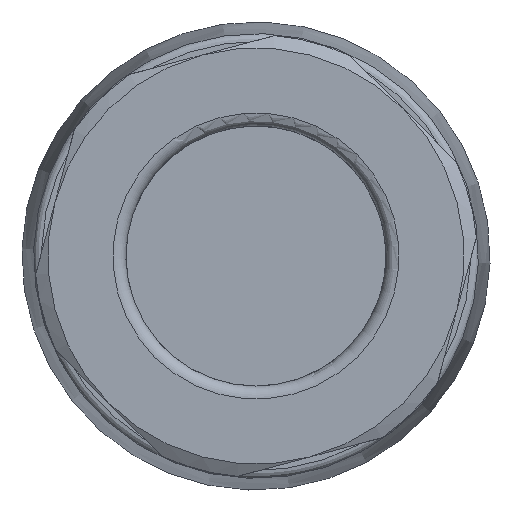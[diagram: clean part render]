
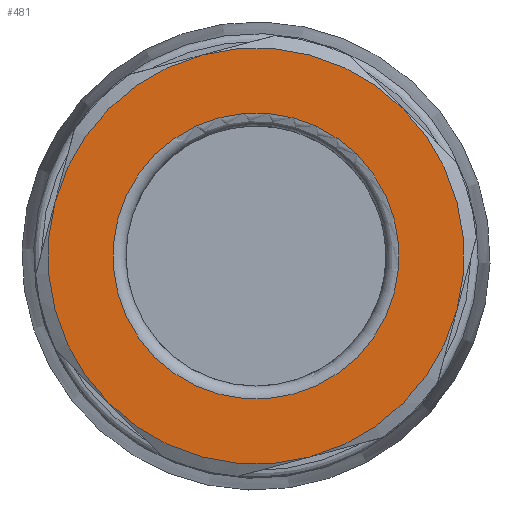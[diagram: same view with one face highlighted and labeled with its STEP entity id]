
A CAD part, front view. The second image highlights one B-rep face of the part: STEP entity #481.
In plain terms, the highlighted planar face has unit normal (0, -1, 0).
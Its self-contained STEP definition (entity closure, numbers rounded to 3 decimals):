
#481=ADVANCED_FACE('',(#628,#629),#556,.T.);
#556=PLANE('',#2313);
#628=FACE_BOUND('',#775,.T.);
#629=FACE_BOUND('',#776,.T.);
#775=EDGE_LOOP('',(#1341));
#776=EDGE_LOOP('',(#1342,#1343,#1344,#1345,#1346,#1347));
#870=CIRCLE('',#2292,8.);
#871=CIRCLE('',#2294,8.);
#873=CIRCLE('',#2298,8.);
#875=CIRCLE('',#2302,8.);
#877=CIRCLE('',#2306,8.);
#879=CIRCLE('',#2310,8.);
#880=CIRCLE('',#2312,5.5);
#1341=ORIENTED_EDGE('',*,*,#1844,.T.);
#1342=ORIENTED_EDGE('',*,*,#1815,.T.);
#1343=ORIENTED_EDGE('',*,*,#1817,.T.);
#1344=ORIENTED_EDGE('',*,*,#1825,.T.);
#1345=ORIENTED_EDGE('',*,*,#1829,.T.);
#1346=ORIENTED_EDGE('',*,*,#1835,.T.);
#1347=ORIENTED_EDGE('',*,*,#1841,.T.);
#1571=VERTEX_POINT('',#4118);
#1572=VERTEX_POINT('',#4120);
#1573=VERTEX_POINT('',#4127);
#1576=VERTEX_POINT('',#4151);
#1579=VERTEX_POINT('',#4161);
#1582=VERTEX_POINT('',#4178);
#1585=VERTEX_POINT('',#4205);
#1815=EDGE_CURVE('',#1572,#1571,#870,.T.);
#1817=EDGE_CURVE('',#1571,#1573,#871,.T.);
#1825=EDGE_CURVE('',#1573,#1576,#873,.T.);
#1829=EDGE_CURVE('',#1576,#1579,#875,.T.);
#1835=EDGE_CURVE('',#1579,#1582,#877,.T.);
#1841=EDGE_CURVE('',#1582,#1572,#879,.T.);
#1844=EDGE_CURVE('',#1585,#1585,#880,.T.);
#2292=AXIS2_PLACEMENT_3D('',#4119,#2787,#2788);
#2294=AXIS2_PLACEMENT_3D('',#4126,#2791,#2792);
#2298=AXIS2_PLACEMENT_3D('',#4152,#2801,#2802);
#2302=AXIS2_PLACEMENT_3D('',#4160,#2811,#2812);
#2306=AXIS2_PLACEMENT_3D('',#4177,#2821,#2822);
#2310=AXIS2_PLACEMENT_3D('',#4194,#2831,#2832);
#2312=AXIS2_PLACEMENT_3D('',#4204,#2835,#2836);
#2313=AXIS2_PLACEMENT_3D('',#4206,#2837,#2838);
#2787=DIRECTION('',(0.,-1.,0.));
#2788=DIRECTION('',(0.707,0.,-0.707));
#2791=DIRECTION('',(0.,-1.,0.));
#2792=DIRECTION('',(0.707,0.,-0.707));
#2801=DIRECTION('',(0.,-1.,0.));
#2802=DIRECTION('',(0.707,0.,-0.707));
#2811=DIRECTION('',(0.,-1.,0.));
#2812=DIRECTION('',(0.707,0.,-0.707));
#2821=DIRECTION('',(0.,-1.,0.));
#2822=DIRECTION('',(0.707,0.,-0.707));
#2831=DIRECTION('',(0.,-1.,0.));
#2832=DIRECTION('',(0.707,0.,-0.707));
#2835=DIRECTION('',(0.,1.,0.));
#2836=DIRECTION('',(0.707,0.,-0.707));
#2837=DIRECTION('',(0.,-1.,0.));
#2838=DIRECTION('',(0.707,0.,-0.707));
#4118=CARTESIAN_POINT('',(27.641,-76.,5.657));
#4119=CARTESIAN_POINT('',(21.985,-76.,0.));
#4120=CARTESIAN_POINT('',(29.712,-76.,-2.071));
#4126=CARTESIAN_POINT('',(21.985,-76.,0.));
#4127=CARTESIAN_POINT('',(19.914,-76.,7.727));
#4151=CARTESIAN_POINT('',(14.257,-76.,2.071));
#4152=CARTESIAN_POINT('',(21.985,-76.,0.));
#4160=CARTESIAN_POINT('',(21.985,-76.,0.));
#4161=CARTESIAN_POINT('',(16.328,-76.,-5.657));
#4177=CARTESIAN_POINT('',(21.985,-76.,0.));
#4178=CARTESIAN_POINT('',(24.055,-76.,-7.727));
#4194=CARTESIAN_POINT('',(21.985,-76.,0.));
#4204=CARTESIAN_POINT('',(21.985,-76.,0.));
#4205=CARTESIAN_POINT('',(25.874,-76.,-3.889));
#4206=CARTESIAN_POINT('',(15.974,-76.,6.01));
